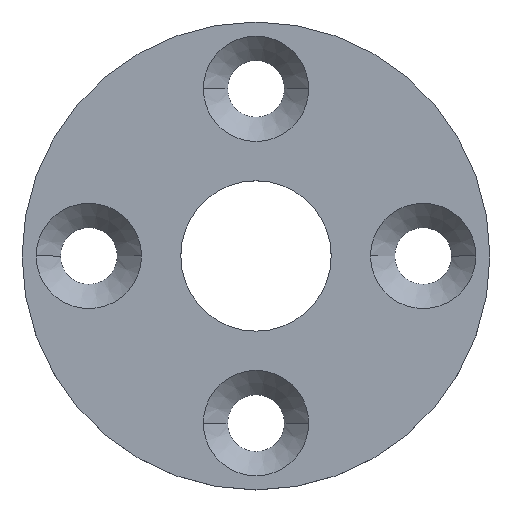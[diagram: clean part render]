
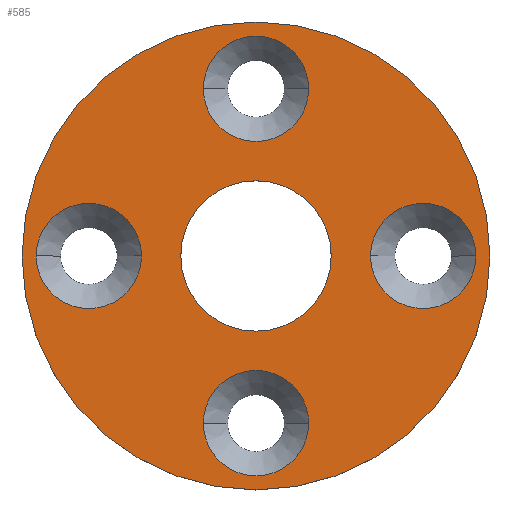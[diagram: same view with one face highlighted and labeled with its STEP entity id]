
A CAD part, top view. The second image highlights one B-rep face of the part: STEP entity #585.
In plain terms, the highlighted planar face has unit normal (0, 0, 1).
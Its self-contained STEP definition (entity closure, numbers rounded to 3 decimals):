
#2 = CARTESIAN_POINT ( 'NONE',  ( -4.5, 0., 2. ) ) ;
#9 = CARTESIAN_POINT ( 'NONE',  ( 14., 0., 2. ) ) ;
#12 = AXIS2_PLACEMENT_3D ( 'NONE', #216, #541, #46 ) ;
#18 = DIRECTION ( 'NONE',  ( 1., 0., 0. ) ) ;
#38 = ORIENTED_EDGE ( 'NONE', *, *, #112, .F. ) ;
#41 = CIRCLE ( 'NONE', #221, 3.15 ) ;
#46 = DIRECTION ( 'NONE',  ( 1., 0., 0. ) ) ;
#50 = EDGE_CURVE ( 'NONE', #395, #335, #622, .T. ) ;
#52 = DIRECTION ( 'NONE',  ( 1., 0., 0. ) ) ;
#53 = ORIENTED_EDGE ( 'NONE', *, *, #384, .F. ) ;
#58 = EDGE_CURVE ( 'NONE', #335, #395, #65, .T. ) ;
#65 = CIRCLE ( 'NONE', #464, 3.15 ) ;
#67 = CARTESIAN_POINT ( 'NONE',  ( 10., 0., 2. ) ) ;
#75 = CARTESIAN_POINT ( 'NONE',  ( 6.85, 0., 2. ) ) ;
#79 = ORIENTED_EDGE ( 'NONE', *, *, #50, .F. ) ;
#80 = CARTESIAN_POINT ( 'NONE',  ( 0., 0., 2. ) ) ;
#83 = DIRECTION ( 'NONE',  ( 1., 0., 0. ) ) ;
#91 = EDGE_LOOP ( 'NONE', ( #314, #420 ) ) ;
#97 = AXIS2_PLACEMENT_3D ( 'NONE', #67, #131, #83 ) ;
#108 = AXIS2_PLACEMENT_3D ( 'NONE', #378, #543, #161 ) ;
#112 = EDGE_CURVE ( 'NONE', #486, #266, #41, .T. ) ;
#116 = CARTESIAN_POINT ( 'NONE',  ( 13.15, 0., 2. ) ) ;
#129 = CIRCLE ( 'NONE', #12, 14. ) ;
#131 = DIRECTION ( 'NONE',  ( 0., 0., 1. ) ) ;
#134 = EDGE_CURVE ( 'NONE', #663, #196, #476, .T. ) ;
#138 = CARTESIAN_POINT ( 'NONE',  ( -3.15, -10., 2. ) ) ;
#148 = VERTEX_POINT ( 'NONE', #402 ) ;
#149 = FACE_BOUND ( 'NONE', #344, .T. ) ;
#161 = DIRECTION ( 'NONE',  ( 1., 0., 0. ) ) ;
#173 = DIRECTION ( 'NONE',  ( 0., 0., 1. ) ) ;
#196 = VERTEX_POINT ( 'NONE', #341 ) ;
#200 = AXIS2_PLACEMENT_3D ( 'NONE', #304, #249, #685 ) ;
#208 = DIRECTION ( 'NONE',  ( 1., 0., 0. ) ) ;
#210 = CARTESIAN_POINT ( 'NONE',  ( 0., 0., 2. ) ) ;
#214 = EDGE_CURVE ( 'NONE', #583, #148, #421, .T. ) ;
#216 = CARTESIAN_POINT ( 'NONE',  ( 0., 0., 2. ) ) ;
#217 = CARTESIAN_POINT ( 'NONE',  ( -14., 0., 2. ) ) ;
#221 = AXIS2_PLACEMENT_3D ( 'NONE', #505, #394, #677 ) ;
#223 = EDGE_CURVE ( 'NONE', #416, #248, #524, .T. ) ;
#230 = AXIS2_PLACEMENT_3D ( 'NONE', #362, #576, #584 ) ;
#234 = DIRECTION ( 'NONE',  ( 0., 0., 1. ) ) ;
#240 = CARTESIAN_POINT ( 'NONE',  ( 10., 0., 2. ) ) ;
#248 = VERTEX_POINT ( 'NONE', #217 ) ;
#249 = DIRECTION ( 'NONE',  ( 0., 0., 1. ) ) ;
#261 = DIRECTION ( 'NONE',  ( 0., 0., 1. ) ) ;
#263 = ORIENTED_EDGE ( 'NONE', *, *, #683, .F. ) ;
#266 = VERTEX_POINT ( 'NONE', #319 ) ;
#270 = AXIS2_PLACEMENT_3D ( 'NONE', #371, #418, #429 ) ;
#273 = CIRCLE ( 'NONE', #549, 4.5 ) ;
#287 = CARTESIAN_POINT ( 'NONE',  ( 0., 0., 2. ) ) ;
#304 = CARTESIAN_POINT ( 'NONE',  ( 0., 0., 2. ) ) ;
#308 = PLANE ( 'NONE',  #200 ) ;
#314 = ORIENTED_EDGE ( 'NONE', *, *, #696, .F. ) ;
#319 = CARTESIAN_POINT ( 'NONE',  ( -3.15, 10., 2. ) ) ;
#335 = VERTEX_POINT ( 'NONE', #116 ) ;
#336 = DIRECTION ( 'NONE',  ( 0., 0., 1. ) ) ;
#341 = CARTESIAN_POINT ( 'NONE',  ( 4.5, 0., 2. ) ) ;
#344 = EDGE_LOOP ( 'NONE', ( #53, #352 ) ) ;
#347 = DIRECTION ( 'NONE',  ( 1., 0., 0. ) ) ;
#352 = ORIENTED_EDGE ( 'NONE', *, *, #134, .F. ) ;
#353 = FACE_BOUND ( 'NONE', #544, .T. ) ;
#354 = ORIENTED_EDGE ( 'NONE', *, *, #58, .F. ) ;
#359 = ORIENTED_EDGE ( 'NONE', *, *, #643, .T. ) ;
#362 = CARTESIAN_POINT ( 'NONE',  ( 0., 10., 2. ) ) ;
#371 = CARTESIAN_POINT ( 'NONE',  ( -10., 0., 2. ) ) ;
#378 = CARTESIAN_POINT ( 'NONE',  ( 0., -10., 2. ) ) ;
#384 = EDGE_CURVE ( 'NONE', #196, #663, #273, .T. ) ;
#385 = CARTESIAN_POINT ( 'NONE',  ( 3.15, 10., 2. ) ) ;
#394 = DIRECTION ( 'NONE',  ( 0., 0., 1. ) ) ;
#395 = VERTEX_POINT ( 'NONE', #75 ) ;
#402 = CARTESIAN_POINT ( 'NONE',  ( 3.15, -10., 2. ) ) ;
#411 = AXIS2_PLACEMENT_3D ( 'NONE', #287, #667, #449 ) ;
#416 = VERTEX_POINT ( 'NONE', #9 ) ;
#418 = DIRECTION ( 'NONE',  ( 0., 0., 1. ) ) ;
#420 = ORIENTED_EDGE ( 'NONE', *, *, #214, .F. ) ;
#421 = CIRCLE ( 'NONE', #108, 3.15 ) ;
#425 = VERTEX_POINT ( 'NONE', #448 ) ;
#429 = DIRECTION ( 'NONE',  ( 1., 0., 0. ) ) ;
#448 = CARTESIAN_POINT ( 'NONE',  ( -6.85, 0., 2. ) ) ;
#449 = DIRECTION ( 'NONE',  ( 1., 0., 0. ) ) ;
#455 = FACE_BOUND ( 'NONE', #471, .T. ) ;
#458 = FACE_OUTER_BOUND ( 'NONE', #686, .T. ) ;
#464 = AXIS2_PLACEMENT_3D ( 'NONE', #240, #234, #347 ) ;
#465 = VERTEX_POINT ( 'NONE', #676 ) ;
#466 = CIRCLE ( 'NONE', #589, 3.15 ) ;
#470 = DIRECTION ( 'NONE',  ( 1., 0., 0. ) ) ;
#471 = EDGE_LOOP ( 'NONE', ( #354, #79 ) ) ;
#476 = CIRCLE ( 'NONE', #411, 4.5 ) ;
#483 = ORIENTED_EDGE ( 'NONE', *, *, #661, .F. ) ;
#484 = CIRCLE ( 'NONE', #270, 3.15 ) ;
#486 = VERTEX_POINT ( 'NONE', #385 ) ;
#498 = ORIENTED_EDGE ( 'NONE', *, *, #602, .F. ) ;
#505 = CARTESIAN_POINT ( 'NONE',  ( 0., 10., 2. ) ) ;
#511 = FACE_BOUND ( 'NONE', #530, .T. ) ;
#524 = CIRCLE ( 'NONE', #563, 14. ) ;
#530 = EDGE_LOOP ( 'NONE', ( #483, #263 ) ) ;
#541 = DIRECTION ( 'NONE',  ( 0., 0., 1. ) ) ;
#543 = DIRECTION ( 'NONE',  ( 0., 0., 1. ) ) ;
#544 = EDGE_LOOP ( 'NONE', ( #38, #498 ) ) ;
#549 = AXIS2_PLACEMENT_3D ( 'NONE', #80, #336, #18 ) ;
#553 = CIRCLE ( 'NONE', #648, 3.15 ) ;
#563 = AXIS2_PLACEMENT_3D ( 'NONE', #210, #173, #52 ) ;
#576 = DIRECTION ( 'NONE',  ( 0., 0., 1. ) ) ;
#583 = VERTEX_POINT ( 'NONE', #138 ) ;
#584 = DIRECTION ( 'NONE',  ( 1., 0., 0. ) ) ;
#585 = ADVANCED_FACE ( 'NONE', ( #353, #455, #639, #511, #149, #458 ), #308, .T. ) ;
#589 = AXIS2_PLACEMENT_3D ( 'NONE', #590, #702, #470 ) ;
#590 = CARTESIAN_POINT ( 'NONE',  ( 0., -10., 2. ) ) ;
#600 = ORIENTED_EDGE ( 'NONE', *, *, #223, .T. ) ;
#602 = EDGE_CURVE ( 'NONE', #266, #486, #691, .T. ) ;
#622 = CIRCLE ( 'NONE', #97, 3.15 ) ;
#639 = FACE_BOUND ( 'NONE', #91, .T. ) ;
#643 = EDGE_CURVE ( 'NONE', #248, #416, #129, .T. ) ;
#648 = AXIS2_PLACEMENT_3D ( 'NONE', #657, #261, #208 ) ;
#657 = CARTESIAN_POINT ( 'NONE',  ( -10., 0., 2. ) ) ;
#661 = EDGE_CURVE ( 'NONE', #425, #465, #484, .T. ) ;
#663 = VERTEX_POINT ( 'NONE', #2 ) ;
#667 = DIRECTION ( 'NONE',  ( 0., 0., 1. ) ) ;
#676 = CARTESIAN_POINT ( 'NONE',  ( -13.15, 0., 2. ) ) ;
#677 = DIRECTION ( 'NONE',  ( 1., 0., 0. ) ) ;
#683 = EDGE_CURVE ( 'NONE', #465, #425, #553, .T. ) ;
#685 = DIRECTION ( 'NONE',  ( 1., 0., 0. ) ) ;
#686 = EDGE_LOOP ( 'NONE', ( #359, #600 ) ) ;
#691 = CIRCLE ( 'NONE', #230, 3.15 ) ;
#696 = EDGE_CURVE ( 'NONE', #148, #583, #466, .T. ) ;
#702 = DIRECTION ( 'NONE',  ( 0., 0., 1. ) ) ;
